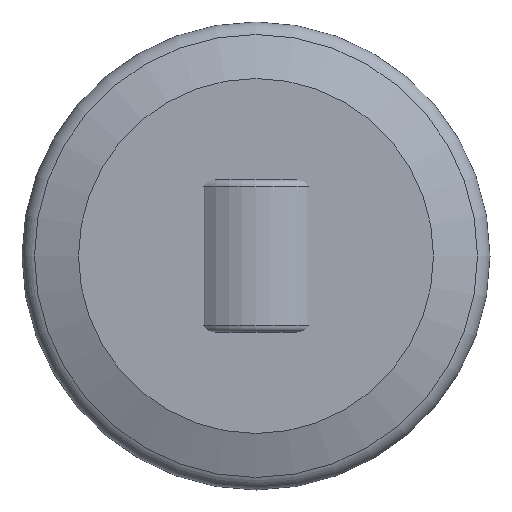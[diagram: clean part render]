
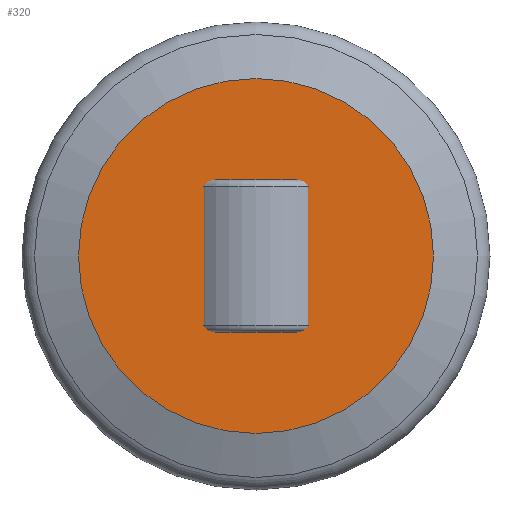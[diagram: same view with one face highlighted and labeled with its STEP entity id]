
A CAD part, front view. The second image highlights one B-rep face of the part: STEP entity #320.
In plain terms, the highlighted planar face has unit normal (0, -1, 0).
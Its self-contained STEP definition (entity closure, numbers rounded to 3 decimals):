
#34=PLANE('',#394);
#57=FACE_OUTER_BOUND('',#78,.T.);
#78=EDGE_LOOP('',(#283,#284));
#100=CIRCLE('',#356,46.65);
#101=CIRCLE('',#357,46.65);
#139=VERTEX_POINT('',#549);
#140=VERTEX_POINT('',#551);
#173=EDGE_CURVE('',#139,#140,#100,.T.);
#174=EDGE_CURVE('',#140,#139,#101,.T.);
#283=ORIENTED_EDGE('',*,*,#174,.F.);
#284=ORIENTED_EDGE('',*,*,#173,.F.);
#320=ADVANCED_FACE('',(#57),#34,.T.);
#356=AXIS2_PLACEMENT_3D('',#552,#423,#424);
#357=AXIS2_PLACEMENT_3D('',#553,#425,#426);
#394=AXIS2_PLACEMENT_3D('',#617,#504,#505);
#423=DIRECTION('center_axis',(0.,1.,0.));
#424=DIRECTION('ref_axis',(0.,0.,-1.));
#425=DIRECTION('center_axis',(0.,1.,0.));
#426=DIRECTION('ref_axis',(0.,0.,-1.));
#504=DIRECTION('center_axis',(0.,-1.,0.));
#505=DIRECTION('ref_axis',(0.,0.,1.));
#549=CARTESIAN_POINT('',(16.65,80.,0.));
#551=CARTESIAN_POINT('',(-76.65,80.,0.));
#552=CARTESIAN_POINT('Origin',(-30.,80.,0.));
#553=CARTESIAN_POINT('Origin',(-30.,80.,0.));
#617=CARTESIAN_POINT('Origin',(-76.65,80.,0.));
